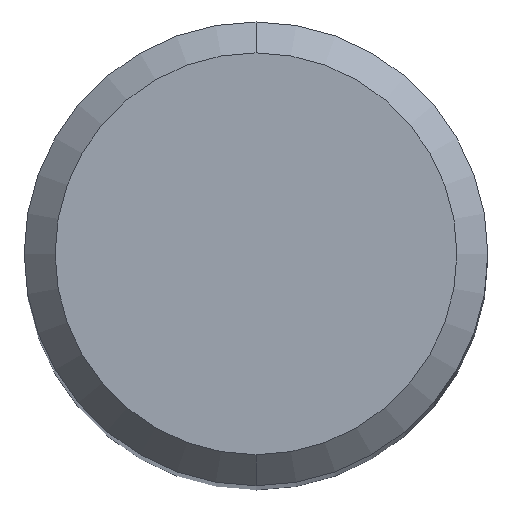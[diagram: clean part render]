
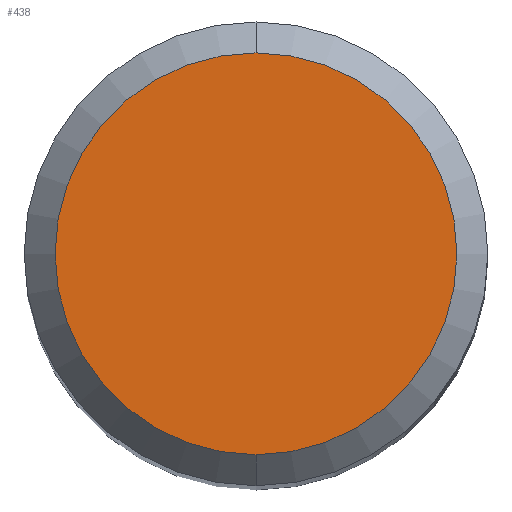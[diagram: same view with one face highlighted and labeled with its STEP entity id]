
A CAD part, top view. The second image highlights one B-rep face of the part: STEP entity #438.
In plain terms, the highlighted planar face has unit normal (0, 0, 1).
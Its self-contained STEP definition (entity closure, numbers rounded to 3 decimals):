
#210=VERTEX_POINT('',#507);
#228=EDGE_CURVE('',#236,#210,#528,.T.);
#236=VERTEX_POINT('',#536);
#372=EDGE_CURVE('',#210,#236,#686,.T.);
#438=ADVANCED_FACE('',(#758),#759,.T.);
#507=CARTESIAN_POINT('',(0.0,2.6,0.0));
#528=CIRCLE('',#879,2.6);
#536=CARTESIAN_POINT('',(0.,-2.6,0.0));
#686=CIRCLE('',#1212,2.6);
#758=FACE_OUTER_BOUND('',#1378,.T.);
#759=PLANE('',#1379);
#879=AXIS2_PLACEMENT_3D('',#1468,#1469,#1470);
#1212=AXIS2_PLACEMENT_3D('',#1642,#1643,#1644);
#1378=EDGE_LOOP('',(#1713,#1714));
#1379=AXIS2_PLACEMENT_3D('',#1715,#1716,#1717);
#1468=CARTESIAN_POINT('',(0.0,0.0,0.0));
#1469=DIRECTION('',(0.0,0.0,-1.0));
#1470=DIRECTION('',(0.0,1.0,0.0));
#1642=CARTESIAN_POINT('',(0.0,0.0,0.0));
#1643=DIRECTION('',(0.0,0.0,-1.0));
#1644=DIRECTION('',(0.0,1.0,0.0));
#1713=ORIENTED_EDGE('',*,*,#372,.F.);
#1714=ORIENTED_EDGE('',*,*,#228,.F.);
#1715=CARTESIAN_POINT('',(0.0,1.3,0.0));
#1716=DIRECTION('',(-0.0,0.0,1.0));
#1717=DIRECTION('',(0.0,-1.0,0.0));
